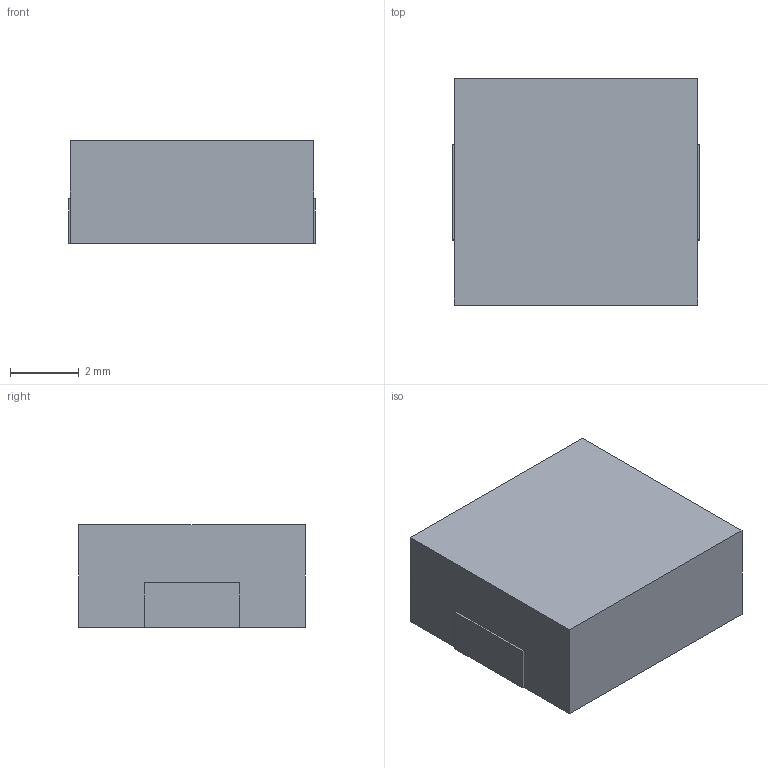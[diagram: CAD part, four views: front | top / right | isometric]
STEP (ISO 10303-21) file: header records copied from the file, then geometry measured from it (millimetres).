
FILE_DESCRIPTION(('FreeCAD Model'),'2;1');
FILE_NAME('Open CASCADE Shape Model','2022-12-07T22:27:32',('Author'),( ''),'Open CASCADE STEP processor 7.6','FreeCAD','Unknown');
FILE_SCHEMA(('AUTOMOTIVE_DESIGN { 1 0 10303 214 1 1 1 1 }'));
Length unit declared in the file: millimetre
Products named in the file (5): inductor; Extrude001; Extrude002; Sketch; Sketch001
Assembly tree (4 placements, depth 2):
  inductor
    Extrude001
    Extrude002
    Sketch
    Sketch001
Bounding box: 7.2 x 6.6 x 3 mm (x, y, z)
Surface area: 216.7 mm2
Topology: 3 solids, 3 shells, 18 faces, 48 edges, 48 vertices
Faces by surface type: plane 18
Entity records: 1198 total; most frequent: CARTESIAN_POINT 191, DIRECTION 166, LINE 120, VECTOR 120, ORIENTED_EDGE 72, PCURVE 72, DEFINITIONAL_REPRESENTATION 72, EDGE_CURVE 36
